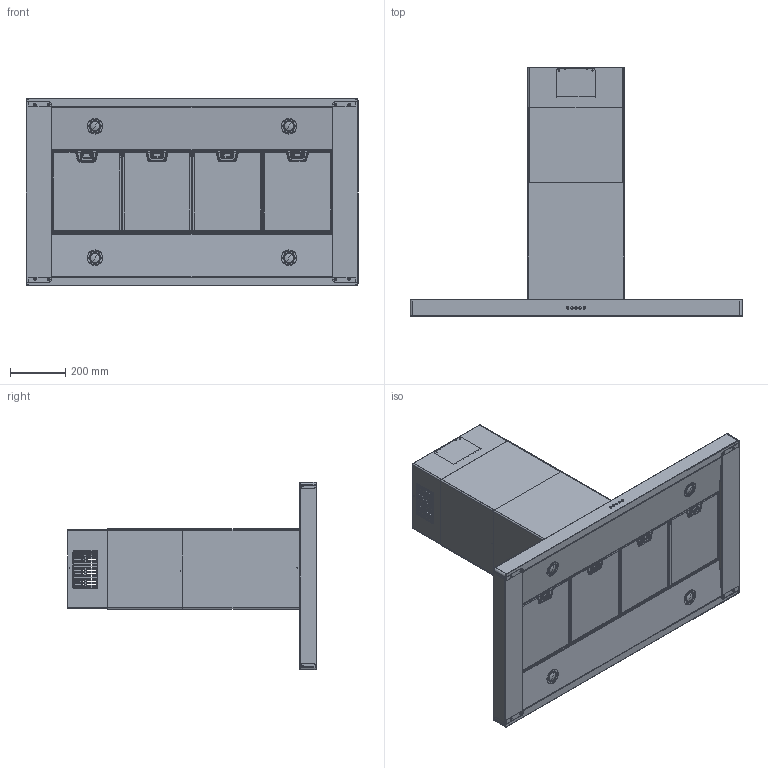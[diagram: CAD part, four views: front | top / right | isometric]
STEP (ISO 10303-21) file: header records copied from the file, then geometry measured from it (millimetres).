
FILE_DESCRIPTION((''),'2;1');
FILE_NAME('A26_802_ASM','2017-04-11T',('CF984'),(''),'PRO/ENGINEER BY PARAMETRIC TECHNOLOGY CORPORATION, 2014200','PRO/ENGINEER BY PARAMETRIC TECHNOLOGY CORPORATION, 2014200','');
FILE_SCHEMA(('CONFIG_CONTROL_DESIGN'));
Products named in the file (28): A26_016; A25_005; A26_015; A18_330; A26_728_ASM; A26_017; A26_023; A26_725_ASM; 350_024; CME_FARETTO-SOLO; ASS_FARETTO_CONNETT_ASM; 243_060; 281_027; 281_026; 206_059; 281_706_ASM; 243_061; 243_063; 24_091; 243_714_ASM; A25_118; 241_054; A08_070_ISOLA; SB9_015; SB9_014; SB9_719_ASM; A26_780_ASM; A26_802_ASM
Assembly tree (36 placements, depth 5):
  A26_802_ASM
    A26_780_ASM
      A26_728_ASM
        A26_016
        A25_005
        A26_015
        A18_330
      A26_017
      A26_725_ASM
        A26_017
        A26_023
      ASS_FARETTO_CONNETT_ASM  x4
        350_024
        CME_FARETTO-SOLO
      243_714_ASM  x4
        243_060
        281_706_ASM
          281_027
          281_026
          206_059  x2
        243_061
        243_063
        24_091
      SB9_719_ASM
        A25_118
        241_054
        A08_070_ISOLA  x2
        SB9_015
        SB9_014
Bounding box: 1198 x 898.24 x 676.4 mm (x, y, z)
Volume: 3883436.5 mm3; surface area: 8535120.8 mm2
Topology: 53 solids, 53 shells, 5261 faces, 13011 edges, 7814 vertices
Faces by surface type: plane 2728, cylinder 1450, torus 392, cone 342, bspline 331, sphere 18
Entity records: 101336 total; most frequent: CARTESIAN_POINT 27237, DIRECTION 15822, ORIENTED_EDGE 15072, EDGE_CURVE 7536, AXIS2_PLACEMENT_3D 5641, VECTOR 4540, LINE 4540, VERTEX_POINT 4533
